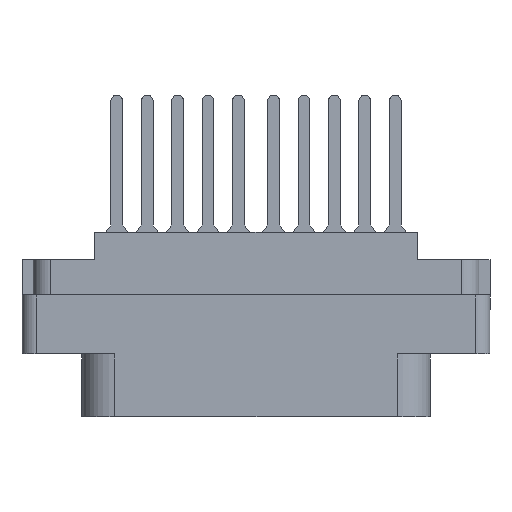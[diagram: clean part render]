
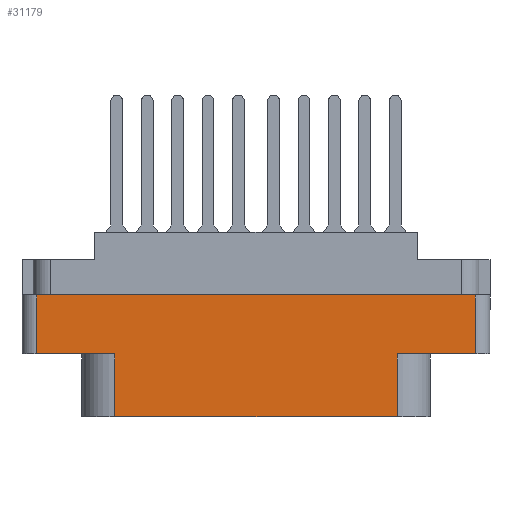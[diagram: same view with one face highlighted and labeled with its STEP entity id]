
A CAD part, front view. The second image highlights one B-rep face of the part: STEP entity #31179.
In plain terms, the highlighted planar face has unit normal (0, -1, 0).
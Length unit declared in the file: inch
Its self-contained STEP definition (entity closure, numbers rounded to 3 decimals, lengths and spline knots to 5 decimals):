
#179 = CARTESIAN_POINT ( 'NONE',  ( -0.938, -0.438, -0.268 ) ) ;
#200 = LINE ( 'NONE', #29832, #10777 ) ;
#240 = LINE ( 'NONE', #5636, #9605 ) ;
#394 = CARTESIAN_POINT ( 'NONE',  ( -0.604, -0.438, -0.52 ) ) ;
#822 = DIRECTION ( 'NONE',  ( 0., 0., -1. ) ) ;
#1457 = ORIENTED_EDGE ( 'NONE', *, *, #18009, .T. ) ;
#2585 = VERTEX_POINT ( 'NONE', #6937 ) ;
#2909 = CARTESIAN_POINT ( 'NONE',  ( 0., -0.438, -0.52 ) ) ;
#3140 = DIRECTION ( 'NONE',  ( 0., 0., 1. ) ) ;
#3148 = CARTESIAN_POINT ( 'NONE',  ( 0.938, -0.438, -0.52 ) ) ;
#3817 = LINE ( 'NONE', #25703, #22109 ) ;
#4111 = DIRECTION ( 'NONE',  ( 1., 0., 0. ) ) ;
#4409 = CARTESIAN_POINT ( 'NONE',  ( -0.938, -0.438, -0.52 ) ) ;
#4903 = VERTEX_POINT ( 'NONE', #11654 ) ;
#5068 = EDGE_CURVE ( 'NONE', #11573, #28619, #10920, .T. ) ;
#5137 = LINE ( 'NONE', #19848, #19798 ) ;
#5636 = CARTESIAN_POINT ( 'NONE',  ( 0., -0.438, -0.52 ) ) ;
#5836 = VERTEX_POINT ( 'NONE', #3148 ) ;
#6229 = EDGE_CURVE ( 'NONE', #5836, #4903, #240, .T. ) ;
#6231 = LINE ( 'NONE', #18717, #17233 ) ;
#6438 = ORIENTED_EDGE ( 'NONE', *, *, #22310, .T. ) ;
#6937 = CARTESIAN_POINT ( 'NONE',  ( 0.604, -0.438, -0.789 ) ) ;
#7208 = CARTESIAN_POINT ( 'NONE',  ( -0.604, -0.438, -0.789 ) ) ;
#8427 = FACE_OUTER_BOUND ( 'NONE', #17361, .T. ) ;
#9186 = VERTEX_POINT ( 'NONE', #179 ) ;
#9605 = VECTOR ( 'NONE', #18699, 39.37008 ) ;
#10777 = VECTOR ( 'NONE', #29627, 39.37008 ) ;
#10920 = LINE ( 'NONE', #7208, #32864 ) ;
#11229 = ORIENTED_EDGE ( 'NONE', *, *, #16647, .T. ) ;
#11573 = VERTEX_POINT ( 'NONE', #394 ) ;
#11654 = CARTESIAN_POINT ( 'NONE',  ( 0.604, -0.438, -0.52 ) ) ;
#11822 = EDGE_CURVE ( 'NONE', #28619, #2585, #5137, .T. ) ;
#11930 = CARTESIAN_POINT ( 'NONE',  ( -0.604, -0.438, -0.789 ) ) ;
#14110 = CARTESIAN_POINT ( 'NONE',  ( -1., -0.438, -0.789 ) ) ;
#14179 = ORIENTED_EDGE ( 'NONE', *, *, #26979, .T. ) ;
#15718 = DIRECTION ( 'NONE',  ( 0., 0., -1. ) ) ;
#16524 = DIRECTION ( 'NONE',  ( 0., -1., 0. ) ) ;
#16647 = EDGE_CURVE ( 'NONE', #2585, #4903, #200, .T. ) ;
#17111 = VECTOR ( 'NONE', #4111, 39.37008 ) ;
#17233 = VECTOR ( 'NONE', #3140, 39.37008 ) ;
#17247 = VECTOR ( 'NONE', #23806, 39.37008 ) ;
#17361 = EDGE_LOOP ( 'NONE', ( #20190, #1457, #14179, #22082, #28171, #11229, #18877, #6438 ) ) ;
#18009 = EDGE_CURVE ( 'NONE', #9186, #30816, #3817, .T. ) ;
#18699 = DIRECTION ( 'NONE',  ( -1., 0., 0. ) ) ;
#18717 = CARTESIAN_POINT ( 'NONE',  ( 0.938, -0.438, -0.789 ) ) ;
#18877 = ORIENTED_EDGE ( 'NONE', *, *, #6229, .F. ) ;
#19798 = VECTOR ( 'NONE', #21901, 39.37008 ) ;
#19848 = CARTESIAN_POINT ( 'NONE',  ( -1., -0.438, -0.789 ) ) ;
#20190 = ORIENTED_EDGE ( 'NONE', *, *, #30108, .F. ) ;
#20406 = DIRECTION ( 'NONE',  ( 0., 0., -1. ) ) ;
#21436 = VERTEX_POINT ( 'NONE', #21905 ) ;
#21901 = DIRECTION ( 'NONE',  ( 1., 0., 0. ) ) ;
#21905 = CARTESIAN_POINT ( 'NONE',  ( 0.938, -0.438, -0.268 ) ) ;
#22082 = ORIENTED_EDGE ( 'NONE', *, *, #5068, .T. ) ;
#22109 = VECTOR ( 'NONE', #15718, 39.37008 ) ;
#22310 = EDGE_CURVE ( 'NONE', #5836, #21436, #6231, .T. ) ;
#23806 = DIRECTION ( 'NONE',  ( 1., 0., 0. ) ) ;
#24044 = LINE ( 'NONE', #27707, #17111 ) ;
#25703 = CARTESIAN_POINT ( 'NONE',  ( -0.938, -0.438, -0.789 ) ) ;
#26979 = EDGE_CURVE ( 'NONE', #30816, #11573, #27389, .T. ) ;
#27389 = LINE ( 'NONE', #2909, #17247 ) ;
#27487 = AXIS2_PLACEMENT_3D ( 'NONE', #14110, #16524, #822 ) ;
#27707 = CARTESIAN_POINT ( 'NONE',  ( 0., -0.438, -0.268 ) ) ;
#28171 = ORIENTED_EDGE ( 'NONE', *, *, #11822, .T. ) ;
#28619 = VERTEX_POINT ( 'NONE', #11930 ) ;
#29627 = DIRECTION ( 'NONE',  ( 0., 0., 1. ) ) ;
#29695 = PLANE ( 'NONE',  #27487 ) ;
#29832 = CARTESIAN_POINT ( 'NONE',  ( 0.604, -0.438, -0.52 ) ) ;
#30108 = EDGE_CURVE ( 'NONE', #9186, #21436, #24044, .T. ) ;
#30816 = VERTEX_POINT ( 'NONE', #4409 ) ;
#31179 = ADVANCED_FACE ( 'NONE', ( #8427 ), #29695, .T. ) ;
#32864 = VECTOR ( 'NONE', #20406, 39.37008 ) ;
